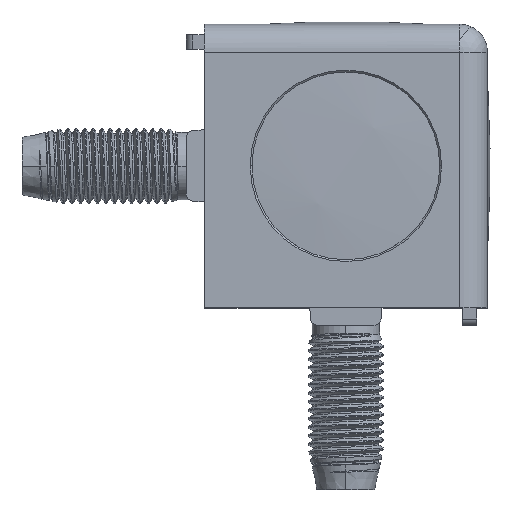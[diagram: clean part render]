
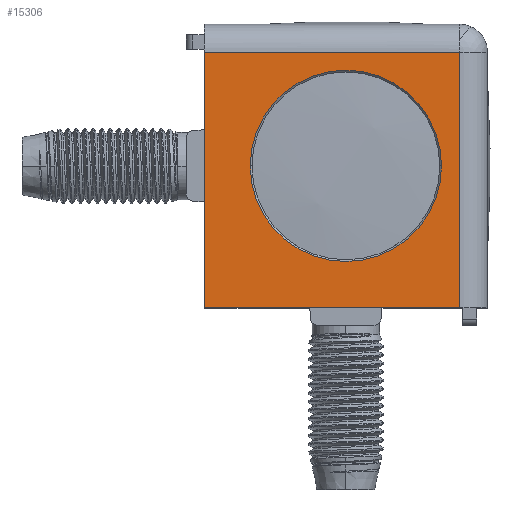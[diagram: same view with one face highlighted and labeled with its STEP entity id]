
A CAD part, top view. The second image highlights one B-rep face of the part: STEP entity #15306.
In plain terms, the highlighted planar face has unit normal (0, 0, 1).
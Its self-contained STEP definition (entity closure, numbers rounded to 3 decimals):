
#9 = AXIS2_PLACEMENT_3D ( 'NONE', #17752, #2400, #20294 ) ;
#261 = PLANE ( 'NONE',  #14107 ) ;
#1026 = ORIENTED_EDGE ( 'NONE', *, *, #29201, .F. ) ;
#2400 = DIRECTION ( 'NONE',  ( 0., 0., 1. ) ) ;
#2858 = DIRECTION ( 'NONE',  ( 0., 0., -1. ) ) ;
#2903 = CARTESIAN_POINT ( 'NONE',  ( -20., 20., 20. ) ) ;
#3062 = ORIENTED_EDGE ( 'NONE', *, *, #29919, .F. ) ;
#3110 = VERTEX_POINT ( 'NONE', #18254 ) ;
#4937 = ORIENTED_EDGE ( 'NONE', *, *, #7097, .F. ) ;
#5276 = VERTEX_POINT ( 'NONE', #29053 ) ;
#6073 = CIRCLE ( 'NONE', #25209, 13.5 ) ;
#6346 = VERTEX_POINT ( 'NONE', #22985 ) ;
#6582 = ORIENTED_EDGE ( 'NONE', *, *, #7159, .T. ) ;
#7097 = EDGE_CURVE ( 'NONE', #24038, #3110, #22840, .T. ) ;
#7159 = EDGE_CURVE ( 'NONE', #30736, #3110, #22201, .T. ) ;
#7408 = CARTESIAN_POINT ( 'NONE',  ( 20., -20., 20. ) ) ;
#10193 = EDGE_CURVE ( 'NONE', #5276, #24038, #25741, .T. ) ;
#10908 = CIRCLE ( 'NONE', #9, 13.5 ) ;
#13924 = DIRECTION ( 'NONE',  ( 1., 0., 0. ) ) ;
#14107 = AXIS2_PLACEMENT_3D ( 'NONE', #20616, #2858, #20738 ) ;
#15003 = DIRECTION ( 'NONE',  ( 0., -1., 0. ) ) ;
#15174 = CARTESIAN_POINT ( 'NONE',  ( 0., 0., 20. ) ) ;
#15306 = ADVANCED_FACE ( 'NONE', ( #16285, #26337 ), #261, .F. ) ;
#16027 = CARTESIAN_POINT ( 'NONE',  ( 16., 16., 20. ) ) ;
#16138 = VERTEX_POINT ( 'NONE', #27442 ) ;
#16285 = FACE_BOUND ( 'NONE', #17562, .T. ) ;
#16787 = VECTOR ( 'NONE', #18211, 1000. ) ;
#16820 = EDGE_CURVE ( 'NONE', #30736, #5276, #27268, .T. ) ;
#17562 = EDGE_LOOP ( 'NONE', ( #3062, #1026 ) ) ;
#17666 = DIRECTION ( 'NONE',  ( 1., 0., 0. ) ) ;
#17752 = CARTESIAN_POINT ( 'NONE',  ( 0., 0., 20. ) ) ;
#18211 = DIRECTION ( 'NONE',  ( 0., 1., 0. ) ) ;
#18254 = CARTESIAN_POINT ( 'NONE',  ( 16., -20., 20. ) ) ;
#20027 = CARTESIAN_POINT ( 'NONE',  ( 16., 20., 20. ) ) ;
#20294 = DIRECTION ( 'NONE',  ( 1., 0., 0. ) ) ;
#20616 = CARTESIAN_POINT ( 'NONE',  ( 20., 20., 20. ) ) ;
#20738 = DIRECTION ( 'NONE',  ( -1., 0., 0. ) ) ;
#20943 = CARTESIAN_POINT ( 'NONE',  ( -20., -20., 20. ) ) ;
#22201 = LINE ( 'NONE', #7408, #22387 ) ;
#22387 = VECTOR ( 'NONE', #22748, 1000. ) ;
#22514 = VECTOR ( 'NONE', #15003, 1000. ) ;
#22748 = DIRECTION ( 'NONE',  ( 1., 0., 0. ) ) ;
#22840 = LINE ( 'NONE', #20027, #22514 ) ;
#22985 = CARTESIAN_POINT ( 'NONE',  ( 13.5, 0., 20. ) ) ;
#24038 = VERTEX_POINT ( 'NONE', #16027 ) ;
#25209 = AXIS2_PLACEMENT_3D ( 'NONE', #15174, #33275, #17666 ) ;
#25570 = VECTOR ( 'NONE', #13924, 1000. ) ;
#25741 = LINE ( 'NONE', #26698, #25570 ) ;
#25977 = ORIENTED_EDGE ( 'NONE', *, *, #10193, .F. ) ;
#26337 = FACE_OUTER_BOUND ( 'NONE', #28345, .T. ) ;
#26698 = CARTESIAN_POINT ( 'NONE',  ( 20., 16., 20. ) ) ;
#27268 = LINE ( 'NONE', #2903, #16787 ) ;
#27442 = CARTESIAN_POINT ( 'NONE',  ( -13.5, 0., 20. ) ) ;
#28345 = EDGE_LOOP ( 'NONE', ( #25977, #31370, #6582, #4937 ) ) ;
#29053 = CARTESIAN_POINT ( 'NONE',  ( -20., 16., 20. ) ) ;
#29201 = EDGE_CURVE ( 'NONE', #16138, #6346, #10908, .T. ) ;
#29919 = EDGE_CURVE ( 'NONE', #6346, #16138, #6073, .T. ) ;
#30736 = VERTEX_POINT ( 'NONE', #20943 ) ;
#31370 = ORIENTED_EDGE ( 'NONE', *, *, #16820, .F. ) ;
#33275 = DIRECTION ( 'NONE',  ( 0., 0., 1. ) ) ;
